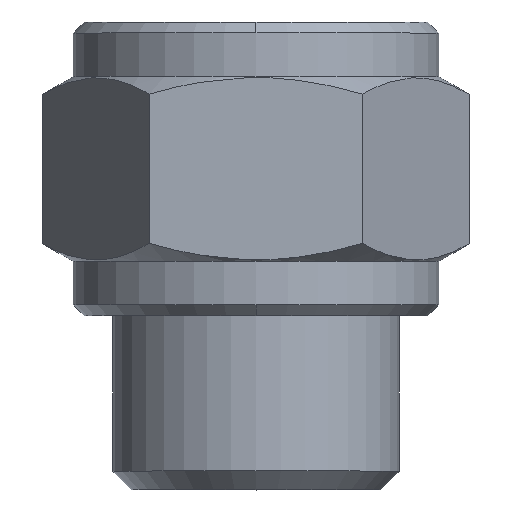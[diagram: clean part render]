
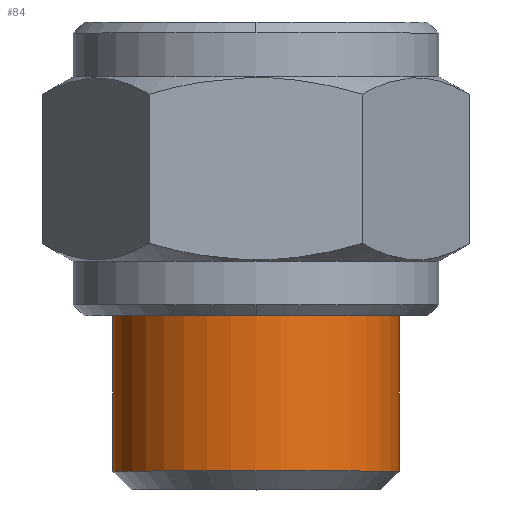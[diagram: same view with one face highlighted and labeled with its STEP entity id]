
A CAD part, top view. The second image highlights one B-rep face of the part: STEP entity #84.
In plain terms, the highlighted cylindrical face has radius 6.579 mm (diameter 13.157 mm), a partial arc.
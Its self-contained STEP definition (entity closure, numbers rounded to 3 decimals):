
#84=ADVANCED_FACE('',(#182),#183,.T.);
#182=FACE_OUTER_BOUND('',#292,.T.);
#183=CYLINDRICAL_SURFACE('',#293,6.579);
#292=EDGE_LOOP('',(#465,#466,#467,#468));
#293=AXIS2_PLACEMENT_3D('',#469,#470,#471);
#465=ORIENTED_EDGE('',*,*,#702,.T.);
#466=ORIENTED_EDGE('',*,*,#693,.F.);
#467=ORIENTED_EDGE('',*,*,#703,.T.);
#468=ORIENTED_EDGE('',*,*,#683,.T.);
#469=CARTESIAN_POINT('',(0.0,-2.1,0.0));
#470=DIRECTION('',(0.0,1.0,-0.0));
#471=DIRECTION('',(-1.0,0.0,0.0));
#683=EDGE_CURVE('',#826,#825,#828,.T.);
#693=EDGE_CURVE('',#772,#776,#840,.T.);
#702=EDGE_CURVE('',#825,#776,#851,.T.);
#703=EDGE_CURVE('',#772,#826,#852,.T.);
#772=VERTEX_POINT('',#950);
#776=VERTEX_POINT('',#955);
#825=VERTEX_POINT('',#1013);
#826=VERTEX_POINT('',#1014);
#828=CIRCLE('',#1016,6.579);
#840=CIRCLE('',#1049,6.579);
#851=LINE('',#1062,#1063);
#852=LINE('',#1064,#1065);
#950=CARTESIAN_POINT('',(6.579,-9.644,0.));
#955=CARTESIAN_POINT('',(-6.579,-9.644,0.0));
#1013=CARTESIAN_POINT('',(-6.579,-2.5,0.0));
#1014=CARTESIAN_POINT('',(6.579,-2.5,0.));
#1016=AXIS2_PLACEMENT_3D('',#1271,#1272,#1273);
#1049=AXIS2_PLACEMENT_3D('',#1280,#1281,#1282);
#1062=CARTESIAN_POINT('',(-6.579,-6.072,0.));
#1063=VECTOR('',#1294,1.0);
#1064=CARTESIAN_POINT('',(6.579,-6.072,0.));
#1065=VECTOR('',#1295,1.0);
#1271=CARTESIAN_POINT('',(0.0,-2.5,0.0));
#1272=DIRECTION('',(0.0,-1.0,0.0));
#1273=DIRECTION('',(-1.0,0.0,0.0));
#1280=CARTESIAN_POINT('',(0.0,-9.644,0.0));
#1281=DIRECTION('',(0.0,-1.0,0.0));
#1282=DIRECTION('',(-1.0,0.0,0.0));
#1294=DIRECTION('',(-0.0,-1.0,-0.0));
#1295=DIRECTION('',(0.0,1.0,-0.0));
